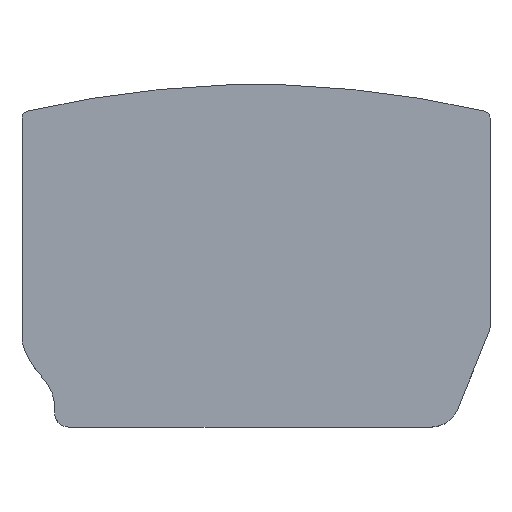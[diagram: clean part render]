
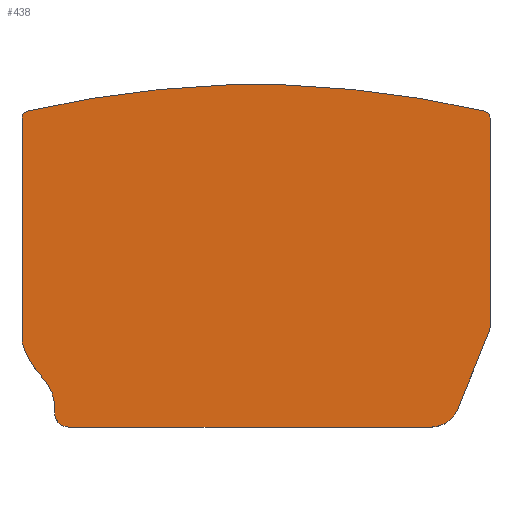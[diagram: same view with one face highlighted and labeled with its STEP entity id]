
A CAD part, top view. The second image highlights one B-rep face of the part: STEP entity #438.
In plain terms, the highlighted planar face has unit normal (0, 0, 1).
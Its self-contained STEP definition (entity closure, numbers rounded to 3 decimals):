
#3 = ORIENTED_EDGE ( 'NONE', *, *, #804, .F. ) ;
#5 = ORIENTED_EDGE ( 'NONE', *, *, #918, .T. ) ;
#6 = ORIENTED_EDGE ( 'NONE', *, *, #235, .F. ) ;
#8 = ORIENTED_EDGE ( 'NONE', *, *, #793, .T. ) ;
#11 = CIRCLE ( 'NONE', #589, 0.5 ) ;
#12 = ORIENTED_EDGE ( 'NONE', *, *, #914, .T. ) ;
#13 = DIRECTION ( 'NONE',  ( 1., 0., 0. ) ) ;
#20 = VERTEX_POINT ( 'NONE', #672 ) ;
#21 = DIRECTION ( 'NONE',  ( 0., 0., 1. ) ) ;
#22 = DIRECTION ( 'NONE',  ( 0., 0., 1. ) ) ;
#24 = ORIENTED_EDGE ( 'NONE', *, *, #576, .T. ) ;
#25 = CARTESIAN_POINT ( 'NONE',  ( -13.31, -14., 4. ) ) ;
#30 = VERTEX_POINT ( 'NONE', #675 ) ;
#32 = ORIENTED_EDGE ( 'NONE', *, *, #919, .T. ) ;
#41 = CARTESIAN_POINT ( 'NONE',  ( -16.11, -8.887, 4. ) ) ;
#44 = ORIENTED_EDGE ( 'NONE', *, *, #718, .T. ) ;
#47 = ORIENTED_EDGE ( 'NONE', *, *, #305, .F. ) ;
#53 = ORIENTED_EDGE ( 'NONE', *, *, #336, .F. ) ;
#54 = ORIENTED_EDGE ( 'NONE', *, *, #785, .T. ) ;
#60 = ORIENTED_EDGE ( 'NONE', *, *, #638, .F. ) ;
#63 = ORIENTED_EDGE ( 'NONE', *, *, #916, .T. ) ;
#65 = ORIENTED_EDGE ( 'NONE', *, *, #458, .F. ) ;
#66 = ORIENTED_EDGE ( 'NONE', *, *, #917, .T. ) ;
#67 = VECTOR ( 'NONE', #110, 1000. ) ;
#68 = VERTEX_POINT ( 'NONE', #637 ) ;
#74 = CIRCLE ( 'NONE', #542, 75.002 ) ;
#75 = VERTEX_POINT ( 'NONE', #635 ) ;
#78 = ORIENTED_EDGE ( 'NONE', *, *, #774, .T. ) ;
#79 = ORIENTED_EDGE ( 'NONE', *, *, #779, .T. ) ;
#82 = DIRECTION ( 'NONE',  ( 0., 0., 1. ) ) ;
#85 = ORIENTED_EDGE ( 'NONE', *, *, #781, .T. ) ;
#86 = VERTEX_POINT ( 'NONE', #631 ) ;
#92 = VERTEX_POINT ( 'NONE', #621 ) ;
#96 = DIRECTION ( 'NONE',  ( -1., 0., 0. ) ) ;
#101 = DIRECTION ( 'NONE',  ( 0., 0., -1. ) ) ;
#107 = CARTESIAN_POINT ( 'NONE',  ( -16.11, 6.784, 4. ) ) ;
#110 = DIRECTION ( 'NONE',  ( 0., -1., 0. ) ) ;
#117 = LINE ( 'NONE', #959, #284 ) ;
#132 = CARTESIAN_POINT ( 'NONE',  ( 1.929, 9.123, 4. ) ) ;
#145 = EDGE_LOOP ( 'NONE', ( #32, #44, #47, #78, #79, #85, #53, #54, #60, #8, #12, #63, #65, #66, #3, #5, #6, #24 ) ) ;
#157 = PLANE ( 'NONE',  #795 ) ;
#158 = FACE_OUTER_BOUND ( 'NONE', #145, .T. ) ;
#176 = DIRECTION ( 'NONE',  ( -1., 0., 0. ) ) ;
#178 = CARTESIAN_POINT ( 'NONE',  ( 16.002, 7.272, 4. ) ) ;
#182 = VERTEX_POINT ( 'NONE', #626 ) ;
#186 = DIRECTION ( 'NONE',  ( 0.644, -0.765, 0. ) ) ;
#189 = CARTESIAN_POINT ( 'NONE',  ( -14.31, -13.627, 4. ) ) ;
#198 = CIRCLE ( 'NONE', #561, 0.5 ) ;
#199 = VERTEX_POINT ( 'NONE', #612 ) ;
#218 = CIRCLE ( 'NONE', #565, 2. ) ;
#220 = CIRCLE ( 'NONE', #534, 3. ) ;
#221 = CIRCLE ( 'NONE', #891, 0.5 ) ;
#235 = EDGE_CURVE ( 'NONE', #199, #92, #514, .T. ) ;
#246 = VECTOR ( 'NONE', #946, 1000. ) ;
#249 = CARTESIAN_POINT ( 'NONE',  ( -15.015, -11.696, 4. ) ) ;
#265 = CARTESIAN_POINT ( 'NONE',  ( -16.61, -14., 4. ) ) ;
#273 = DIRECTION ( 'NONE',  ( 0., 0., 1. ) ) ;
#274 = VERTEX_POINT ( 'NONE', #594 ) ;
#282 = DIRECTION ( 'NONE',  ( -1., 0., 0. ) ) ;
#284 = VECTOR ( 'NONE', #541, 1000. ) ;
#305 = EDGE_CURVE ( 'NONE', #20, #68, #802, .T. ) ;
#315 = CARTESIAN_POINT ( 'NONE',  ( 15.89, 6.784, 4. ) ) ;
#326 = VECTOR ( 'NONE', #966, 1000. ) ;
#334 = LINE ( 'NONE', #803, #326 ) ;
#335 = CIRCLE ( 'NONE', #709, 0.5 ) ;
#336 = EDGE_CURVE ( 'NONE', #896, #954, #221, .T. ) ;
#342 = VERTEX_POINT ( 'NONE', #515 ) ;
#371 = CARTESIAN_POINT ( 'NONE',  ( -11.739, -7.819, 4. ) ) ;
#395 = VERTEX_POINT ( 'NONE', #479 ) ;
#400 = DIRECTION ( 'NONE',  ( -1., 0., 0. ) ) ;
#438 = ADVANCED_FACE ( 'NONE', ( #158 ), #157, .T. ) ;
#443 = CARTESIAN_POINT ( 'NONE',  ( 16.354, -8.198, 4. ) ) ;
#450 = LINE ( 'NONE', #249, #516 ) ;
#455 = DIRECTION ( 'NONE',  ( 0., 0., -1. ) ) ;
#458 = EDGE_CURVE ( 'NONE', #395, #30, #335, .T. ) ;
#471 = CIRCLE ( 'NONE', #563, 75. ) ;
#479 = CARTESIAN_POINT ( 'NONE',  ( -16.61, 6.784, 4. ) ) ;
#494 = CARTESIAN_POINT ( 'NONE',  ( -0.772, -65.828, 4. ) ) ;
#505 = DIRECTION ( 'NONE',  ( -1., 0., 0. ) ) ;
#509 = DIRECTION ( 'NONE',  ( 0., 0., -1. ) ) ;
#511 = CARTESIAN_POINT ( 'NONE',  ( 15.89, -8.01, 4. ) ) ;
#514 = CIRCLE ( 'NONE', #900, 10. ) ;
#515 = CARTESIAN_POINT ( 'NONE',  ( -16.61, -8.887, 4. ) ) ;
#516 = VECTOR ( 'NONE', #186, 1000. ) ;
#529 = DIRECTION ( 'NONE',  ( -1., 0., 0. ) ) ;
#534 = AXIS2_PLACEMENT_3D ( 'NONE', #712, #455, #983 ) ;
#537 = AXIS2_PLACEMENT_3D ( 'NONE', #371, #82, #282 ) ;
#541 = DIRECTION ( 'NONE',  ( -1., 0., 0. ) ) ;
#542 = AXIS2_PLACEMENT_3D ( 'NONE', #851, #22, #529 ) ;
#550 = DIRECTION ( 'NONE',  ( -1., 0., 0. ) ) ;
#551 = LINE ( 'NONE', #920, #664 ) ;
#554 = DIRECTION ( 'NONE',  ( 0., 0., -1. ) ) ;
#556 = CARTESIAN_POINT ( 'NONE',  ( -13.31, -14., 4. ) ) ;
#557 = CARTESIAN_POINT ( 'NONE',  ( 16.39, 6.784, 4. ) ) ;
#561 = AXIS2_PLACEMENT_3D ( 'NONE', #41, #938, #176 ) ;
#563 = AXIS2_PLACEMENT_3D ( 'NONE', #494, #273, #400 ) ;
#564 = CARTESIAN_POINT ( 'NONE',  ( -14.31, -14., 4. ) ) ;
#565 = AXIS2_PLACEMENT_3D ( 'NONE', #940, #958, #926 ) ;
#576 = EDGE_CURVE ( 'NONE', #199, #182, #450, .T. ) ;
#578 = VERTEX_POINT ( 'NONE', #189 ) ;
#582 = DIRECTION ( 'NONE',  ( -1., 0., 0. ) ) ;
#589 = AXIS2_PLACEMENT_3D ( 'NONE', #315, #661, #941 ) ;
#590 = DIRECTION ( 'NONE',  ( 0., 0., -1. ) ) ;
#591 = CARTESIAN_POINT ( 'NONE',  ( -7.807, -4.729, 4. ) ) ;
#594 = CARTESIAN_POINT ( 'NONE',  ( 12.253, -15., 4. ) ) ;
#604 = VERTEX_POINT ( 'NONE', #178 ) ;
#612 = CARTESIAN_POINT ( 'NONE',  ( -15.459, -11.168, 4. ) ) ;
#621 = CARTESIAN_POINT ( 'NONE',  ( -15.67, -10.908, 4. ) ) ;
#626 = CARTESIAN_POINT ( 'NONE',  ( -15.015, -11.696, 4. ) ) ;
#629 = VERTEX_POINT ( 'NONE', #132 ) ;
#631 = CARTESIAN_POINT ( 'NONE',  ( -16.596, -9.006, 4. ) ) ;
#635 = CARTESIAN_POINT ( 'NONE',  ( -2.149, 9.123, 4. ) ) ;
#637 = CARTESIAN_POINT ( 'NONE',  ( -14.31, -14., 4. ) ) ;
#638 = EDGE_CURVE ( 'NONE', #604, #875, #11, .T. ) ;
#661 = DIRECTION ( 'NONE',  ( 0., 0., -1. ) ) ;
#664 = VECTOR ( 'NONE', #948, 1000. ) ;
#672 = CARTESIAN_POINT ( 'NONE',  ( -13.31, -15., 4. ) ) ;
#675 = CARTESIAN_POINT ( 'NONE',  ( -16.222, 7.272, 4. ) ) ;
#680 = LINE ( 'NONE', #943, #246 ) ;
#709 = AXIS2_PLACEMENT_3D ( 'NONE', #107, #101, #96 ) ;
#712 = CARTESIAN_POINT ( 'NONE',  ( -17.31, -13.627, 4. ) ) ;
#713 = LINE ( 'NONE', #564, #67 ) ;
#718 = EDGE_CURVE ( 'NONE', #578, #68, #713, .T. ) ;
#734 = VECTOR ( 'NONE', #927, 1000. ) ;
#736 = CIRCLE ( 'NONE', #537, 5. ) ;
#774 = EDGE_CURVE ( 'NONE', #20, #274, #334, .T. ) ;
#779 = EDGE_CURVE ( 'NONE', #274, #888, #218, .T. ) ;
#781 = EDGE_CURVE ( 'NONE', #888, #954, #551, .T. ) ;
#785 = EDGE_CURVE ( 'NONE', #896, #875, #680, .T. ) ;
#793 = EDGE_CURVE ( 'NONE', #604, #629, #471, .T. ) ;
#795 = AXIS2_PLACEMENT_3D ( 'NONE', #25, #21, #13 ) ;
#802 = CIRCLE ( 'NONE', #899, 1. ) ;
#803 = CARTESIAN_POINT ( 'NONE',  ( -13.31, -15., 4. ) ) ;
#804 = EDGE_CURVE ( 'NONE', #86, #342, #198, .T. ) ;
#851 = CARTESIAN_POINT ( 'NONE',  ( 0.553, -65.83, 4. ) ) ;
#867 = LINE ( 'NONE', #265, #734 ) ;
#875 = VERTEX_POINT ( 'NONE', #557 ) ;
#888 = VERTEX_POINT ( 'NONE', #986 ) ;
#891 = AXIS2_PLACEMENT_3D ( 'NONE', #511, #509, #505 ) ;
#896 = VERTEX_POINT ( 'NONE', #942 ) ;
#899 = AXIS2_PLACEMENT_3D ( 'NONE', #556, #554, #550 ) ;
#900 = AXIS2_PLACEMENT_3D ( 'NONE', #591, #590, #582 ) ;
#914 = EDGE_CURVE ( 'NONE', #629, #75, #117, .T. ) ;
#916 = EDGE_CURVE ( 'NONE', #75, #30, #74, .T. ) ;
#917 = EDGE_CURVE ( 'NONE', #395, #342, #867, .T. ) ;
#918 = EDGE_CURVE ( 'NONE', #86, #92, #736, .T. ) ;
#919 = EDGE_CURVE ( 'NONE', #182, #578, #220, .T. ) ;
#920 = CARTESIAN_POINT ( 'NONE',  ( 14.107, -13.75, 4. ) ) ;
#926 = DIRECTION ( 'NONE',  ( -1., 0., 0. ) ) ;
#927 = DIRECTION ( 'NONE',  ( 0., -1., 0. ) ) ;
#938 = DIRECTION ( 'NONE',  ( 0., 0., -1. ) ) ;
#940 = CARTESIAN_POINT ( 'NONE',  ( 12.253, -13., 4. ) ) ;
#941 = DIRECTION ( 'NONE',  ( -1., 0., 0. ) ) ;
#942 = CARTESIAN_POINT ( 'NONE',  ( 16.39, -8.01, 4. ) ) ;
#943 = CARTESIAN_POINT ( 'NONE',  ( 16.39, -14., 4. ) ) ;
#946 = DIRECTION ( 'NONE',  ( 0., 1., 0. ) ) ;
#948 = DIRECTION ( 'NONE',  ( 0.375, 0.927, 0. ) ) ;
#954 = VERTEX_POINT ( 'NONE', #443 ) ;
#958 = DIRECTION ( 'NONE',  ( 0., 0., 1. ) ) ;
#959 = CARTESIAN_POINT ( 'NONE',  ( 1.929, 9.123, 4. ) ) ;
#966 = DIRECTION ( 'NONE',  ( 1., 0., 0. ) ) ;
#983 = DIRECTION ( 'NONE',  ( -1., 0., 0. ) ) ;
#986 = CARTESIAN_POINT ( 'NONE',  ( 14.107, -13.75, 4. ) ) ;
